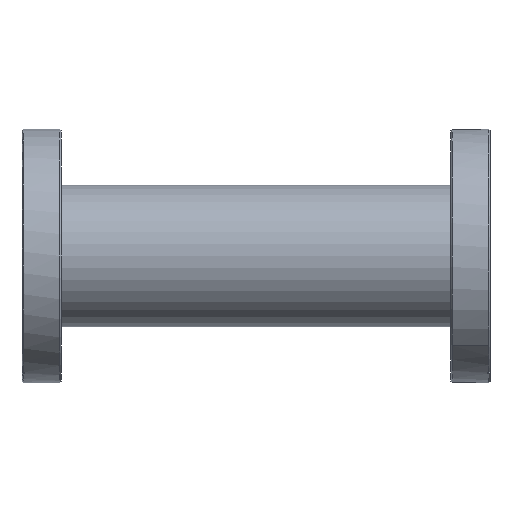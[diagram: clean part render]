
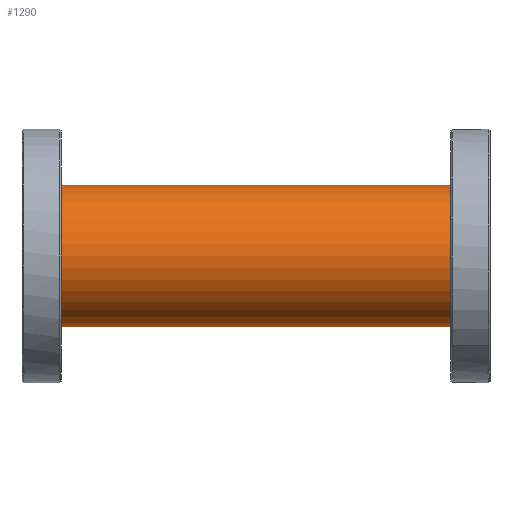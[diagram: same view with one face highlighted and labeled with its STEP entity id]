
A CAD part, left-side view. The second image highlights one B-rep face of the part: STEP entity #1290.
In plain terms, the highlighted cylindrical face has radius 31.75 mm (diameter 63.5 mm), a partial arc.
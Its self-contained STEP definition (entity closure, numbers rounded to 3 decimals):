
#3 = EDGE_CURVE ( 'NONE', #1471, #2016, #1871, .T. ) ;
#40 = EDGE_CURVE ( 'NONE', #2376, #2171, #1672, .T. ) ;
#125 = CARTESIAN_POINT ( 'NONE',  ( 0., 190.6, -31.75 ) ) ;
#180 = DIRECTION ( 'NONE',  ( 0., -1., 0. ) ) ;
#428 = CARTESIAN_POINT ( 'NONE',  ( 0., 190.6, 0. ) ) ;
#521 = ORIENTED_EDGE ( 'NONE', *, *, #40, .T. ) ;
#529 = AXIS2_PLACEMENT_3D ( 'NONE', #1658, #1633, #2210 ) ;
#642 = DIRECTION ( 'NONE',  ( 0., -1., 0. ) ) ;
#651 = CARTESIAN_POINT ( 'NONE',  ( 0., 190.6, 0. ) ) ;
#700 = DIRECTION ( 'NONE',  ( 0., 0., -1. ) ) ;
#751 = AXIS2_PLACEMENT_3D ( 'NONE', #428, #2037, #915 ) ;
#753 = LINE ( 'NONE', #870, #1832 ) ;
#792 = CARTESIAN_POINT ( 'NONE',  ( 0., 0., -31.75 ) ) ;
#870 = CARTESIAN_POINT ( 'NONE',  ( 0., 190.6, 31.75 ) ) ;
#879 = CARTESIAN_POINT ( 'NONE',  ( 0., 0., 31.75 ) ) ;
#888 = EDGE_CURVE ( 'NONE', #1471, #2376, #1777, .T. ) ;
#915 = DIRECTION ( 'NONE',  ( 0., 0., 1. ) ) ;
#1002 = DIRECTION ( 'NONE',  ( 0., -1., 0. ) ) ;
#1290 = ADVANCED_FACE ( 'NONE', ( #2166 ), #1823, .T. ) ;
#1471 = VERTEX_POINT ( 'NONE', #2050 ) ;
#1530 = VECTOR ( 'NONE', #180, 1000. ) ;
#1633 = DIRECTION ( 'NONE',  ( 0., 1., 0. ) ) ;
#1658 = CARTESIAN_POINT ( 'NONE',  ( 0., 0., 0. ) ) ;
#1672 = CIRCLE ( 'NONE', #529, 31.75 ) ;
#1757 = ORIENTED_EDGE ( 'NONE', *, *, #3, .F. ) ;
#1777 = LINE ( 'NONE', #125, #1530 ) ;
#1817 = ORIENTED_EDGE ( 'NONE', *, *, #2572, .F. ) ;
#1823 = CYLINDRICAL_SURFACE ( 'NONE', #2639, 31.75 ) ;
#1832 = VECTOR ( 'NONE', #1002, 1000. ) ;
#1871 = CIRCLE ( 'NONE', #751, 31.75 ) ;
#2016 = VERTEX_POINT ( 'NONE', #2402 ) ;
#2037 = DIRECTION ( 'NONE',  ( 0., 1., 0. ) ) ;
#2050 = CARTESIAN_POINT ( 'NONE',  ( 0., 190.6, -31.75 ) ) ;
#2166 = FACE_OUTER_BOUND ( 'NONE', #2494, .T. ) ;
#2171 = VERTEX_POINT ( 'NONE', #879 ) ;
#2210 = DIRECTION ( 'NONE',  ( 0., 0., 1. ) ) ;
#2376 = VERTEX_POINT ( 'NONE', #792 ) ;
#2402 = CARTESIAN_POINT ( 'NONE',  ( 0., 190.6, 31.75 ) ) ;
#2450 = ORIENTED_EDGE ( 'NONE', *, *, #888, .T. ) ;
#2494 = EDGE_LOOP ( 'NONE', ( #1817, #1757, #2450, #521 ) ) ;
#2572 = EDGE_CURVE ( 'NONE', #2016, #2171, #753, .T. ) ;
#2639 = AXIS2_PLACEMENT_3D ( 'NONE', #651, #642, #700 ) ;
